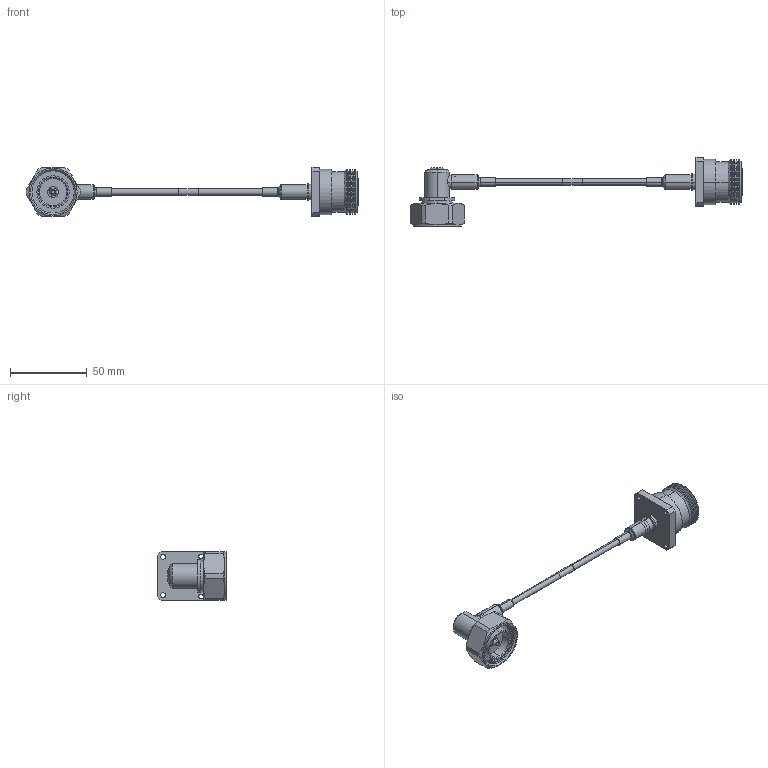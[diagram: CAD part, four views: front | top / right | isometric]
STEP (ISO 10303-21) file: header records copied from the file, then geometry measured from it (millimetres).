
FILE_DESCRIPTION (( 'STEP AP214' ), '1' );
FILE_NAME ('PE3C7965_3D.STEP', '2021-04-13T15:01:55', ( '' ), ( '' ), 'SwSTEP 2.0', 'SolidWorks 2020', '' );
FILE_SCHEMA (( 'AUTOMOTIVE_DESIGN' ));
Length unit declared in the file: inch
Products named in the file (5): TC-402-716M-RA-LP-PE; CA-195R-MA1_.345" OD AT FERRULE; PE3C7965_3D; TFT-402_WITH LABEL; TC-402-716F-PM-LP-PE
Assembly tree (5 placements, depth 2):
  PE3C7965_3D
    TFT-402_WITH LABEL
    CA-195R-MA1_.345" OD AT FERRULE  x2
    TC-402-716M-RA-LP-PE
    TC-402-716F-PM-LP-PE
Bounding box: 216.15 x 44.9 x 32 mm (x, y, z)
Volume: 34434.2 mm3; surface area: 19532.4 mm2
Topology: 5 solids, 5 shells, 312 faces, 708 edges, 433 vertices
Faces by surface type: cylinder 116, cone 82, plane 78, torus 36
Entity records: 9505 total; most frequent: CARTESIAN_POINT 2508, DIRECTION 1530, ORIENTED_EDGE 1324, EDGE_CURVE 662, AXIS2_PLACEMENT_3D 634, VERTEX_POINT 409, CIRCLE 336, EDGE_LOOP 331
